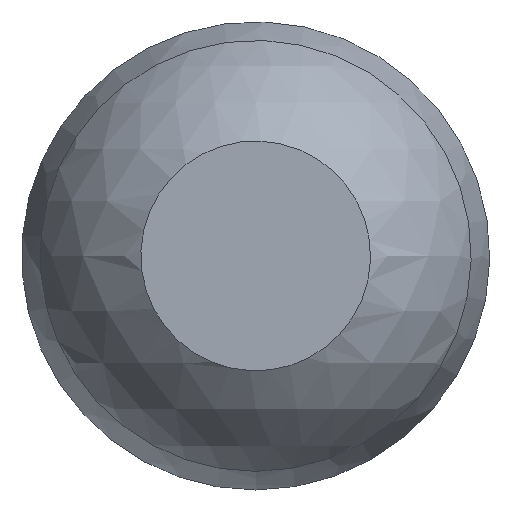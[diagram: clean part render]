
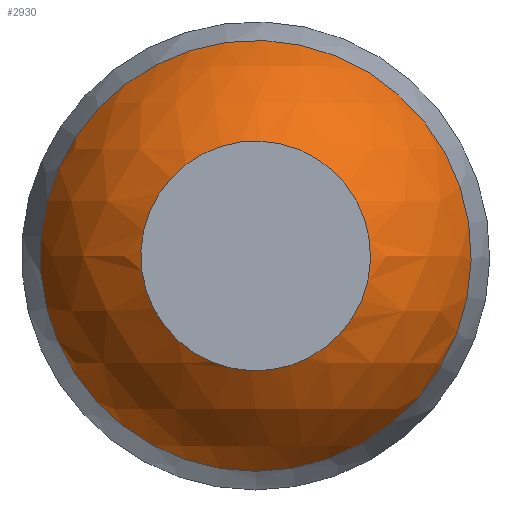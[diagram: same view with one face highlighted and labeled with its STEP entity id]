
A CAD part, left-side view. The second image highlights one B-rep face of the part: STEP entity #2930.
In plain terms, the highlighted spherical face has radius 25 mm.
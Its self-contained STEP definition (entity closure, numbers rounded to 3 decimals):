
#16=SPHERICAL_SURFACE('',#3083,25.);
#78=FACE_BOUND('',#547,.T.);
#208=CIRCLE('',#3084,23.451);
#209=CIRCLE('',#3085,23.451);
#210=CIRCLE('',#3086,12.5);
#372=FACE_OUTER_BOUND('',#546,.T.);
#546=EDGE_LOOP('',(#2722,#2723));
#547=EDGE_LOOP('',(#2724));
#1503=VERTEX_POINT('',#6149);
#1504=VERTEX_POINT('',#6150);
#1505=VERTEX_POINT('',#6153);
#1918=EDGE_CURVE('',#1503,#1504,#208,.T.);
#1919=EDGE_CURVE('',#1504,#1503,#209,.T.);
#1920=EDGE_CURVE('',#1505,#1505,#210,.T.);
#2722=ORIENTED_EDGE('',*,*,#1918,.T.);
#2723=ORIENTED_EDGE('',*,*,#1919,.T.);
#2724=ORIENTED_EDGE('',*,*,#1920,.F.);
#2930=ADVANCED_FACE('',(#372,#78),#16,.T.);
#3083=AXIS2_PLACEMENT_3D('',#6148,#3636,#3637);
#3084=AXIS2_PLACEMENT_3D('',#6151,#3638,#3639);
#3085=AXIS2_PLACEMENT_3D('',#6152,#3640,#3641);
#3086=AXIS2_PLACEMENT_3D('',#6154,#3642,#3643);
#3636=DIRECTION('center_axis',(0.,0.,1.));
#3637=DIRECTION('ref_axis',(-1.,0.,0.));
#3638=DIRECTION('center_axis',(-1.,0.,0.));
#3639=DIRECTION('ref_axis',(0.,0.,1.));
#3640=DIRECTION('center_axis',(-1.,0.,0.));
#3641=DIRECTION('ref_axis',(0.,0.,1.));
#3642=DIRECTION('center_axis',(-1.,0.,0.));
#3643=DIRECTION('ref_axis',(0.,0.,1.));
#6148=CARTESIAN_POINT('Origin',(-10.211,0.075,0.));
#6149=CARTESIAN_POINT('',(-18.875,14.305,18.64));
#6150=CARTESIAN_POINT('',(-18.875,0.075,-23.451));
#6151=CARTESIAN_POINT('Origin',(-18.875,0.075,0.));
#6152=CARTESIAN_POINT('Origin',(-18.875,0.075,0.));
#6153=CARTESIAN_POINT('',(-31.861,7.66,9.936));
#6154=CARTESIAN_POINT('Origin',(-31.861,0.075,0.));
